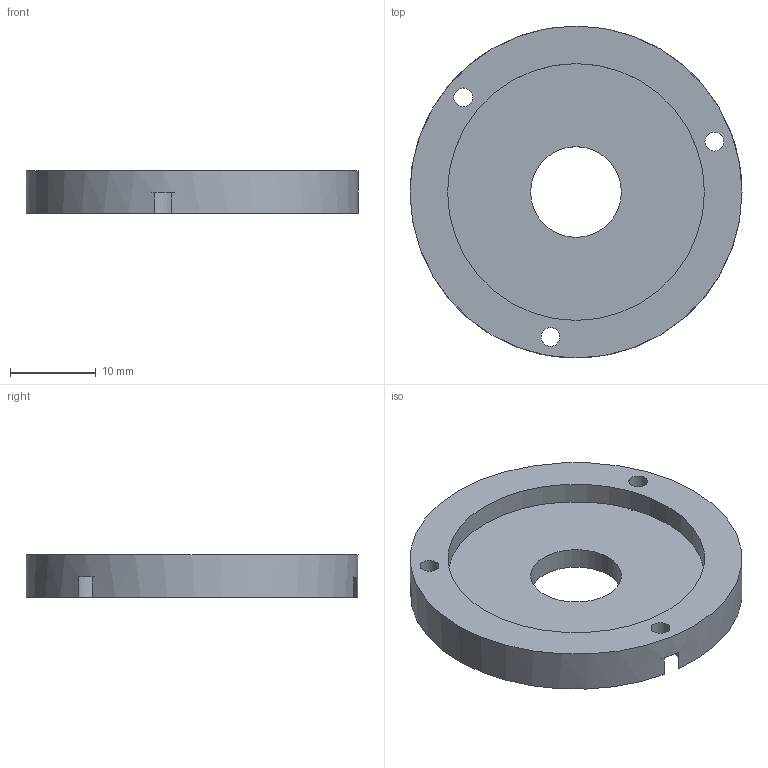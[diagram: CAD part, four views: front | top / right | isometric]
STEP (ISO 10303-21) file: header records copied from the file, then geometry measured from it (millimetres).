
FILE_DESCRIPTION(('FreeCAD Model'),'2;1');
FILE_NAME('Couronne-Ext_B.step','2015-11-25T22:36:50',('Author'),('' ),'Open CASCADE STEP processor 6.8','FreeCAD','Unknown');
FILE_SCHEMA(('AUTOMOTIVE_DESIGN_CC2 { 1 2 10303 214 -1 1 5 4 }'));
Length unit declared in the file: millimetre
Products named in the file (2): ASSEMBLY; Pocket001
Assembly tree (1 placements, depth 2):
  ASSEMBLY
    Pocket001
Bounding box: 38.8 x 38.8 x 5 mm (x, y, z)
Volume: 3763.8 mm3; surface area: 3226.6 mm2
Topology: 1 solids, 1 shells, 17 faces, 42 edges, 28 vertices
Faces by surface type: cylinder 11, plane 6
Full cylindrical faces by diameter (mm): 2.2 x3, 10.6 x1, 30.02 x1, 38.8 x1
Entity records: 1137 total; most frequent: CARTESIAN_POINT 233, DIRECTION 172, ORIENTED_EDGE 84, PCURVE 84, DEFINITIONAL_REPRESENTATION 84, LINE 58, VECTOR 58, CIRCLE 48
